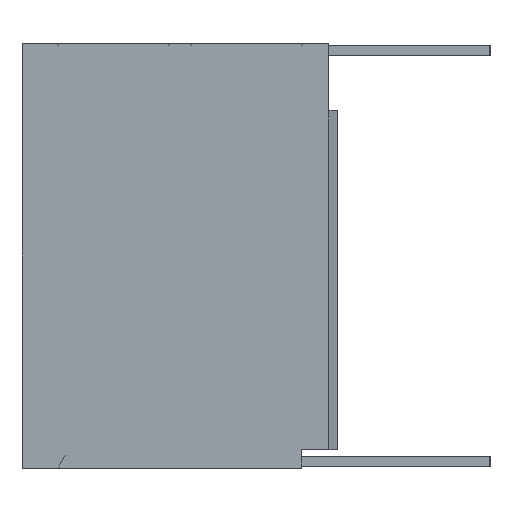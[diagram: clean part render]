
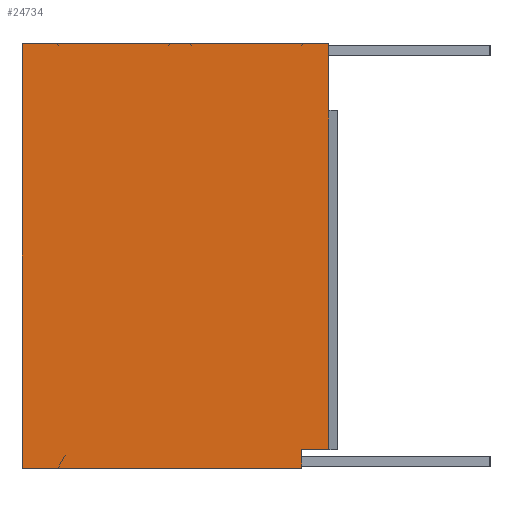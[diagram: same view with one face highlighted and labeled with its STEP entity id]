
A CAD part, left-side view. The second image highlights one B-rep face of the part: STEP entity #24734.
In plain terms, the highlighted planar face has unit normal (-1, 0, 0).
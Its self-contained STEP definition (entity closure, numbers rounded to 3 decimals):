
#1166=DIRECTION('',(0.,-1.,0.));
#1167=VECTOR('',#1166,5.88);
#1168=CARTESIAN_POINT('',(-27.94,3.023,0.));
#1169=LINE('',#1168,#1167);
#2850=DIRECTION('',(0.,-1.,0.));
#2851=VECTOR('',#2850,5.359);
#2852=CARTESIAN_POINT('',(-27.94,3.023,-8.128));
#2853=LINE('',#2852,#2851);
#3042=DIRECTION('',(0.,0.,-1.));
#3043=VECTOR('',#3042,8.128);
#3044=CARTESIAN_POINT('',(-27.94,3.023,0.));
#3045=LINE('',#3044,#3043);
#3046=DIRECTION('',(0.,1.,0.));
#3047=VECTOR('',#3046,0.521);
#3048=CARTESIAN_POINT('',(-27.94,-2.858,-7.772));
#3049=LINE('',#3048,#3047);
#3050=DIRECTION('',(0.,0.,1.));
#3051=VECTOR('',#3050,0.356);
#3052=CARTESIAN_POINT('',(-27.94,-2.337,-8.128));
#3053=LINE('',#3052,#3051);
#3162=DIRECTION('',(0.,0.,-1.));
#3163=VECTOR('',#3162,7.772);
#3164=CARTESIAN_POINT('',(-27.94,-2.858,0.));
#3165=LINE('',#3164,#3163);
#15650=CARTESIAN_POINT('',(-27.94,3.023,0.));
#15651=CARTESIAN_POINT('',(-27.94,-2.858,0.));
#15652=VERTEX_POINT('',#15650);
#15653=VERTEX_POINT('',#15651);
#15659=CARTESIAN_POINT('',(-27.94,3.023,-8.128));
#15661=VERTEX_POINT('',#15659);
#15678=CARTESIAN_POINT('',(-27.94,-2.337,-8.128));
#15679=VERTEX_POINT('',#15678);
#15682=CARTESIAN_POINT('',(-27.94,-2.858,-7.772));
#15683=VERTEX_POINT('',#15682);
#15692=CARTESIAN_POINT('',(-27.94,-2.337,-7.772));
#15693=VERTEX_POINT('',#15692);
#24718=CARTESIAN_POINT('',(-27.94,3.023,0.));
#24719=DIRECTION('',(-1.,0.,0.));
#24720=DIRECTION('',(0.,-1.,0.));
#24721=AXIS2_PLACEMENT_3D('',#24718,#24719,#24720);
#24722=PLANE('',#24721);
#24723=ORIENTED_EDGE('',*,*,#24555,.F.);
#24725=ORIENTED_EDGE('',*,*,#24724,.F.);
#24726=ORIENTED_EDGE('',*,*,#20935,.T.);
#24728=ORIENTED_EDGE('',*,*,#24727,.T.);
#24730=ORIENTED_EDGE('',*,*,#24729,.T.);
#24731=ORIENTED_EDGE('',*,*,#24190,.F.);
#24732=EDGE_LOOP('',(#24723,#24725,#24726,#24728,#24730,#24731));
#24733=FACE_OUTER_BOUND('',#24732,.F.);
#20935=EDGE_CURVE('',#15652,#15653,#1169,.T.);
#24190=EDGE_CURVE('',#15679,#15693,#3053,.T.);
#24555=EDGE_CURVE('',#15661,#15679,#2853,.T.);
#24724=EDGE_CURVE('',#15652,#15661,#3045,.T.);
#24727=EDGE_CURVE('',#15653,#15683,#3165,.T.);
#24729=EDGE_CURVE('',#15683,#15693,#3049,.T.);
#24734=ADVANCED_FACE('',(#24733),#24722,.T.);
